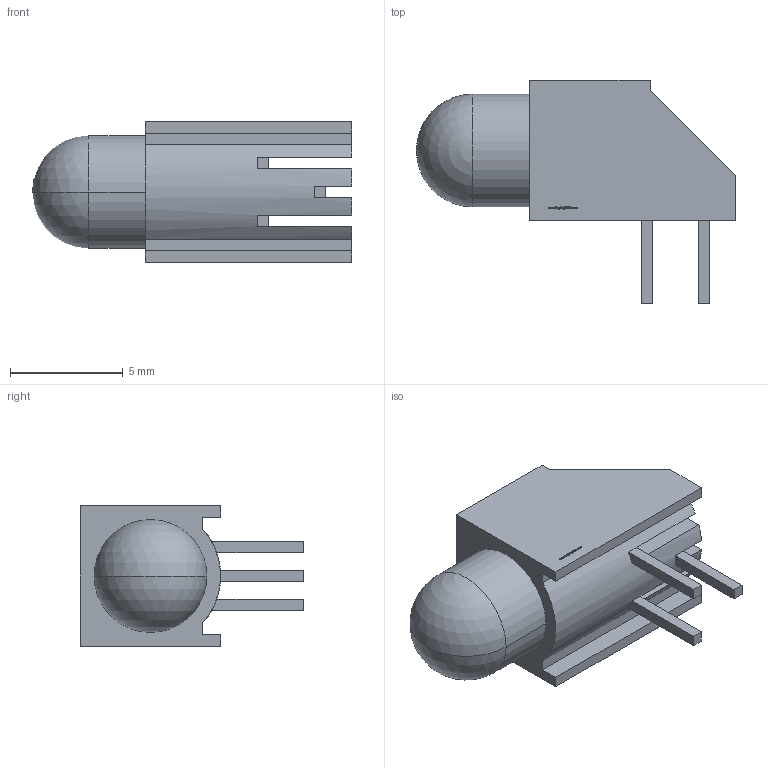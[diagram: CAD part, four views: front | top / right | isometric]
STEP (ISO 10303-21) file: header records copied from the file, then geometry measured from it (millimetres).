
FILE_DESCRIPTION (( 'STEP AP214' ), '1' );
FILE_NAME ('150A9VS.STEP', '2008-08-27T20:03:41', ( '' ), ( '' ), 'SwSTEP 2.0', 'SolidWorks 2008', '' );
FILE_SCHEMA (( 'AUTOMOTIVE_DESIGN' ));
Length unit declared in the file: millimetre
Products named in the file (1): 150A9VS
Bounding box: 14.14 x 9.9 x 6.22 mm (x, y, z)
Volume: 349.9 mm3; surface area: 429.8 mm2
Topology: 2 solids, 2 shells, 342 faces, 919 edges, 608 vertices
Faces by surface type: plane 218, bspline 116, cylinder 6, sphere 2
Entity records: 19550 total; most frequent: CARTESIAN_POINT 8252, ORIENTED_EDGE 1830, DIRECTION 1158, EDGE_CURVE 915, VECTOR 662, LINE 662, VERTEX_POINT 606, EDGE_LOOP 371
